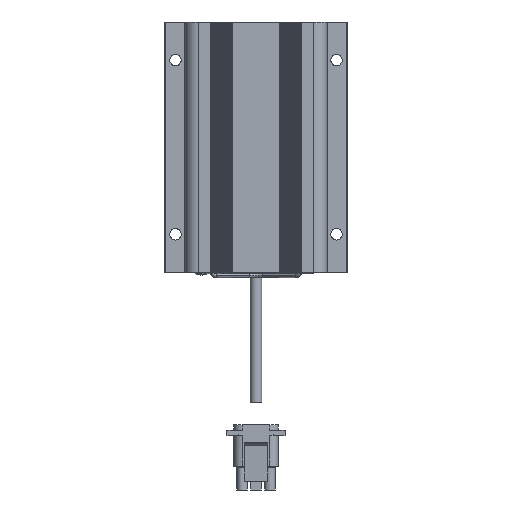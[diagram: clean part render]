
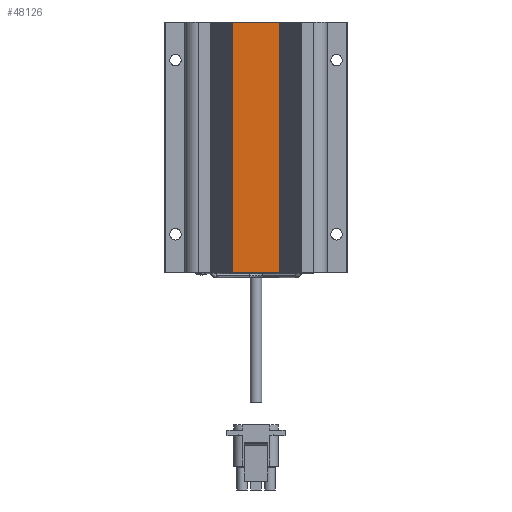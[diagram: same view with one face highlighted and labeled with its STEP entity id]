
A CAD part, front view. The second image highlights one B-rep face of the part: STEP entity #48126.
In plain terms, the highlighted planar face has unit normal (0, -1, 0).
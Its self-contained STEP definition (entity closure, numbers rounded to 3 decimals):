
#5635 = ORIENTED_EDGE ( 'NONE', *, *, #10906, .F. ) ;
#8856 = VECTOR ( 'NONE', #106140, 1000. ) ;
#10906 = EDGE_CURVE ( 'NONE', #80734, #112406, #32160, .T. ) ;
#14659 = AXIS2_PLACEMENT_3D ( 'NONE', #117371, #94567, #30931 ) ;
#19332 = FACE_OUTER_BOUND ( 'NONE', #23491, .T. ) ;
#23491 = EDGE_LOOP ( 'NONE', ( #122242, #5635, #132819, #89625 ) ) ;
#25019 = EDGE_CURVE ( 'NONE', #80734, #27559, #78623, .T. ) ;
#27559 = VERTEX_POINT ( 'NONE', #63721 ) ;
#30931 = DIRECTION ( 'NONE',  ( 0., 0., 1. ) ) ;
#32160 = LINE ( 'NONE', #59336, #94037 ) ;
#33148 = PLANE ( 'NONE',  #14659 ) ;
#37984 = VERTEX_POINT ( 'NONE', #135272 ) ;
#48126 = ADVANCED_FACE ( 'NONE', ( #19332 ), #33148, .F. ) ;
#50768 = DIRECTION ( 'NONE',  ( 1., 0., 0. ) ) ;
#51366 = LINE ( 'NONE', #131074, #8856 ) ;
#53311 = VECTOR ( 'NONE', #62689, 1000. ) ;
#56124 = EDGE_CURVE ( 'NONE', #112406, #37984, #100847, .T. ) ;
#59336 = CARTESIAN_POINT ( 'NONE',  ( 89.872, 13.449, -16.5 ) ) ;
#62689 = DIRECTION ( 'NONE',  ( 1., 0., 0. ) ) ;
#63721 = CARTESIAN_POINT ( 'NONE',  ( 111.639, 13.449, -74. ) ) ;
#70568 = EDGE_CURVE ( 'NONE', #37984, #27559, #51366, .T. ) ;
#78623 = LINE ( 'NONE', #103686, #53311 ) ;
#80734 = VERTEX_POINT ( 'NONE', #136678 ) ;
#89625 = ORIENTED_EDGE ( 'NONE', *, *, #70568, .F. ) ;
#94021 = CARTESIAN_POINT ( 'NONE',  ( 100.756, 13.449, 41. ) ) ;
#94037 = VECTOR ( 'NONE', #132262, 1000. ) ;
#94567 = DIRECTION ( 'NONE',  ( 0., 1., 0. ) ) ;
#100847 = LINE ( 'NONE', #94021, #105937 ) ;
#103686 = CARTESIAN_POINT ( 'NONE',  ( 100.756, 13.449, -74. ) ) ;
#105937 = VECTOR ( 'NONE', #50768, 1000. ) ;
#106140 = DIRECTION ( 'NONE',  ( 0., 0., -1. ) ) ;
#112406 = VERTEX_POINT ( 'NONE', #118288 ) ;
#117371 = CARTESIAN_POINT ( 'NONE',  ( 100.756, 13.449, -16.5 ) ) ;
#118288 = CARTESIAN_POINT ( 'NONE',  ( 89.872, 13.449, 41. ) ) ;
#122242 = ORIENTED_EDGE ( 'NONE', *, *, #56124, .F. ) ;
#131074 = CARTESIAN_POINT ( 'NONE',  ( 111.639, 13.449, -16.5 ) ) ;
#132262 = DIRECTION ( 'NONE',  ( 0., 0., 1. ) ) ;
#132819 = ORIENTED_EDGE ( 'NONE', *, *, #25019, .T. ) ;
#135272 = CARTESIAN_POINT ( 'NONE',  ( 111.639, 13.449, 41. ) ) ;
#136678 = CARTESIAN_POINT ( 'NONE',  ( 89.872, 13.449, -74. ) ) ;
